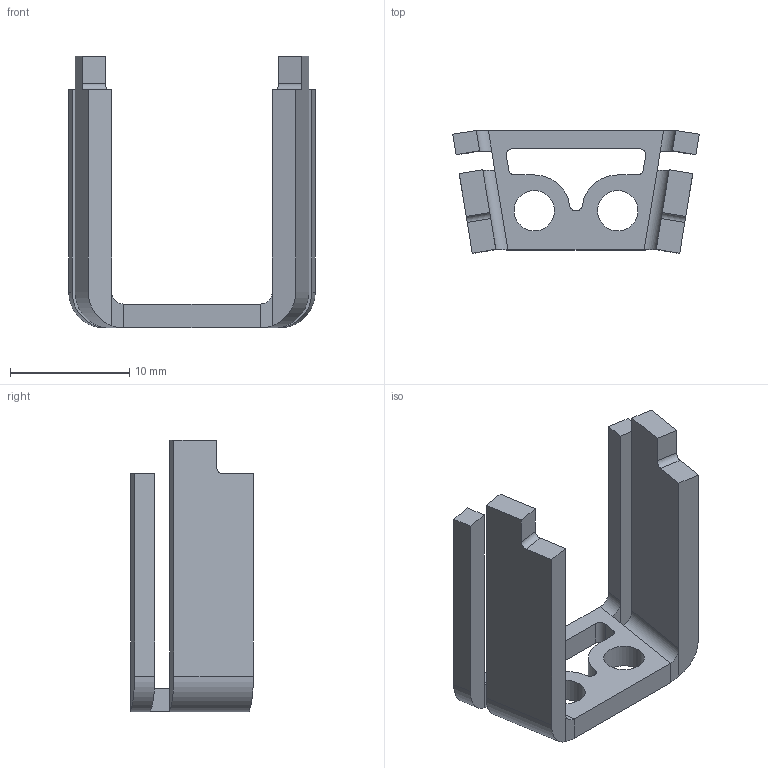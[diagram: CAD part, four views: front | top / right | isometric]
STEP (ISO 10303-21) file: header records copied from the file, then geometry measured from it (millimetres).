
FILE_DESCRIPTION(/* description */ ('DHAS-ME_b-Mounting kit'),/* implementation_level */ '2;1');
FILE_NAME(/* name */ '4464306 DHAS-ME-H9-60---(befestigung).stp',/* time_stamp */ '2025-08-07T17:57:23+02:00',/* author */ ('roone'),/* organization */ ('FESTO'),/* preprocessor_version */ 'ST-DEVELOPER v20',/* originating_system */ 'Autodesk Inventor 2025',/* authorisation */ '');
FILE_SCHEMA (('AUTOMOTIVE_DESIGN { 1 0 10303 214 3 1 1 }'));
Length unit declared in the file: millimetre
Products named in the file (1): 4464306 DHAS-ME-H9-60---(befestigung)
Bounding box: 20.68 x 10.3 x 22.8 mm (x, y, z)
Volume: 886.1 mm3; surface area: 1424.9 mm2
Topology: 1 solids, 1 shells, 62 faces, 160 edges, 100 vertices
Faces by surface type: plane 42, cylinder 20
Full cylindrical faces by diameter (mm): 3.4 x2
Entity records: 1927 total; most frequent: DIRECTION 334, CARTESIAN_POINT 323, ORIENTED_EDGE 320, EDGE_CURVE 160, LINE 112, VECTOR 112, AXIS2_PLACEMENT_3D 111, VERTEX_POINT 100
